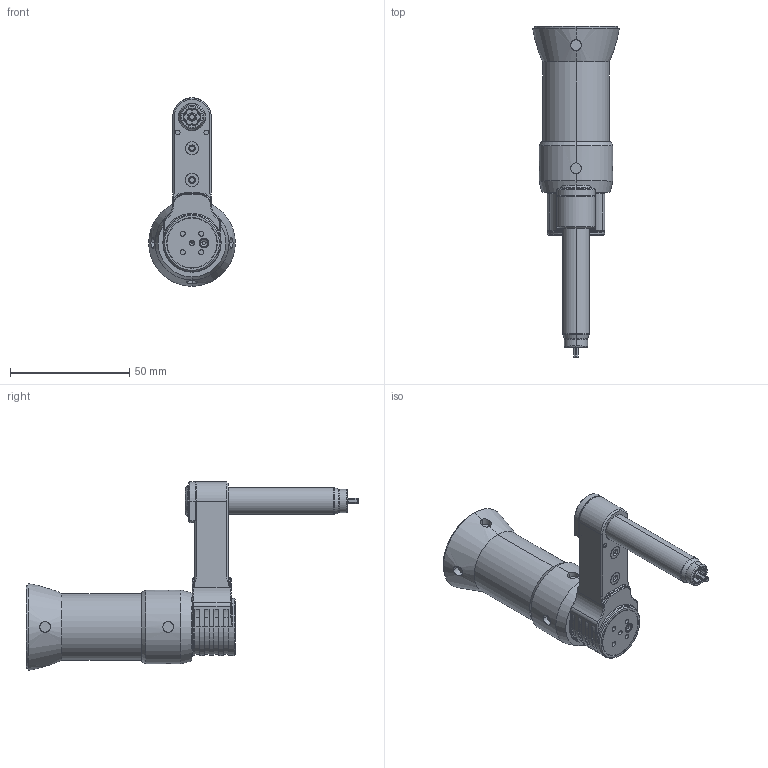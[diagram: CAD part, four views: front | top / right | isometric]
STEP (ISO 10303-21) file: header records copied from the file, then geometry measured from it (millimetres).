
FILE_DESCRIPTION((''),'2;1');
FILE_NAME('3513001604_SW0001','2023-03-23T10:46:36',('INEdipo'),(''),'CREO PARAMETRIC BY PTC INC, 2020281','CREO PARAMETRIC BY PTC INC, 2020281','');
FILE_SCHEMA(('CONFIG_CONTROL_DESIGN'));
Length unit declared in the file: inch
Products named in the file (1): 3513001604_SW0001
Bounding box: 36.4 x 139.4 x 79.18 mm (x, y, z)
Volume: 74227.4 mm3; surface area: 15647.3 mm2
Topology: 1 solids, 1 shells, 495 faces, 1174 edges, 718 vertices
Faces by surface type: cylinder 214, plane 136, cone 89, torus 42, bspline 14
Entity records: 16300 total; most frequent: CARTESIAN_POINT 4733, DIRECTION 2534, ORIENTED_EDGE 2348, EDGE_CURVE 1174, AXIS2_PLACEMENT_3D 1011, VERTEX_POINT 718, EDGE_LOOP 536, CIRCLE 530
